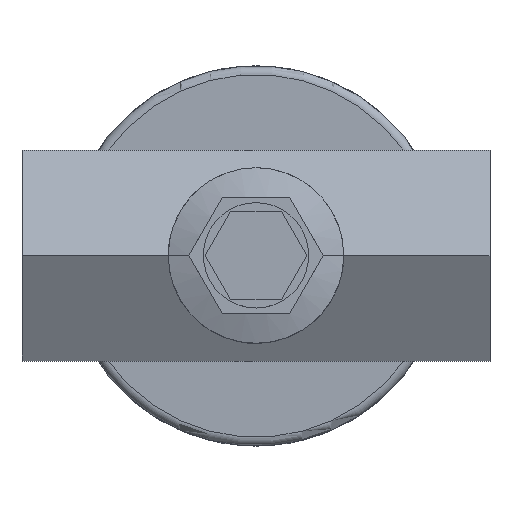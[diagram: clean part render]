
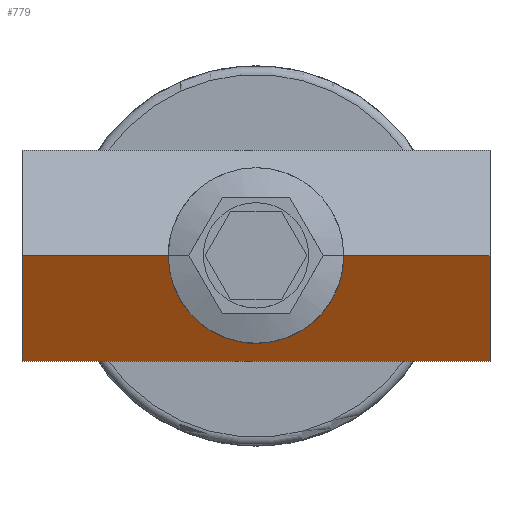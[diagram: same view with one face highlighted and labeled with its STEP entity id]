
A CAD part, top view. The second image highlights one B-rep face of the part: STEP entity #779.
In plain terms, the highlighted planar face has unit normal (0, -0.5, 0.866).
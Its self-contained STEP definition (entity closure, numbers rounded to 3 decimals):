
#615=VERTEX_POINT('',#1790);
#751=VERTEX_POINT('',#1944);
#771=EDGE_CURVE('',#1427,#751,#1965,.T.);
#779=ADVANCED_FACE('',(#1973),#1974,.T.);
#965=EDGE_CURVE('',#1555,#1631,#2177,.T.);
#973=EDGE_CURVE('',#1555,#615,#2189,.T.);
#1159=EDGE_CURVE('',#751,#615,#2394,.T.);
#1237=EDGE_CURVE('',#1721,#1631,#2483,.T.);
#1427=VERTEX_POINT('',#2692);
#1555=VERTEX_POINT('',#2834);
#1631=VERTEX_POINT('',#2920);
#1703=EDGE_CURVE('',#1427,#1721,#2997,.T.);
#1721=VERTEX_POINT('',#3017);
#1790=CARTESIAN_POINT('',(40.0,0.,20.8));
#1944=CARTESIAN_POINT('',(15.0,0.,20.8));
#1965=ELLIPSE('',#3300,17.321,15.0);
#1973=FACE_OUTER_BOUND('',#3312,.T.);
#1974=PLANE('',#3313);
#2177=LINE('',#3625,#3626);
#2189=LINE('',#3639,#3640);
#2394=LINE('',#3935,#3936);
#2483=LINE('',#4053,#4054);
#2692=CARTESIAN_POINT('',(-15.0,0.0,20.8));
#2834=CARTESIAN_POINT('',(40.0,-18.013,10.4));
#2920=CARTESIAN_POINT('',(-40.0,-18.013,10.4));
#2997=LINE('',#4906,#4907);
#3017=CARTESIAN_POINT('',(-40.0,0.0,20.8));
#3300=AXIS2_PLACEMENT_3D('',#5236,#5237,#5238);
#3312=EDGE_LOOP('',(#5242,#5243,#5244,#5245,#5246,#5247));
#3313=AXIS2_PLACEMENT_3D('',#5248,#5249,#5250);
#3625=CARTESIAN_POINT('',(0.0,-18.013,10.4));
#3626=VECTOR('',#5455,1.);
#3639=CARTESIAN_POINT('',(40.0,0.0,20.8));
#3640=VECTOR('',#5481,1.0);
#3935=CARTESIAN_POINT('',(0.0,0.,20.8));
#3936=VECTOR('',#5742,1.0);
#4053=CARTESIAN_POINT('',(-40.0,-18.013,10.4));
#4054=VECTOR('',#5869,1.);
#4906=CARTESIAN_POINT('',(0.0,0.0,20.8));
#4907=VECTOR('',#6475,1.0);
#5236=CARTESIAN_POINT('',(0.0,0.0,20.8));
#5237=DIRECTION('',(0.0,-0.5,0.866));
#5238=DIRECTION('',(0.0,0.866,0.5));
#5242=ORIENTED_EDGE('',*,*,#771,.F.);
#5243=ORIENTED_EDGE('',*,*,#1703,.T.);
#5244=ORIENTED_EDGE('',*,*,#1237,.T.);
#5245=ORIENTED_EDGE('',*,*,#965,.F.);
#5246=ORIENTED_EDGE('',*,*,#973,.T.);
#5247=ORIENTED_EDGE('',*,*,#1159,.F.);
#5248=CARTESIAN_POINT('',(0.0,0.,20.8));
#5249=DIRECTION('',(0.0,-0.5,0.866));
#5250=DIRECTION('',(0.0,0.866,0.5));
#5455=DIRECTION('',(-1.0,0.0,0.0));
#5481=DIRECTION('',(0.0,0.866,0.5));
#5742=DIRECTION('',(1.0,0.0,0.0));
#5869=DIRECTION('',(0.0,-0.866,-0.5));
#6475=DIRECTION('',(-1.0,0.0,0.0));
